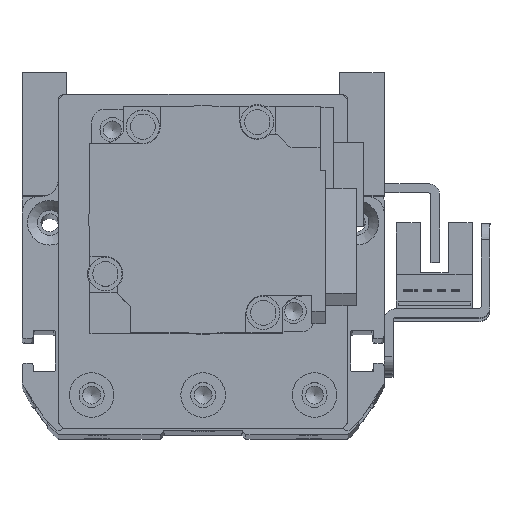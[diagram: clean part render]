
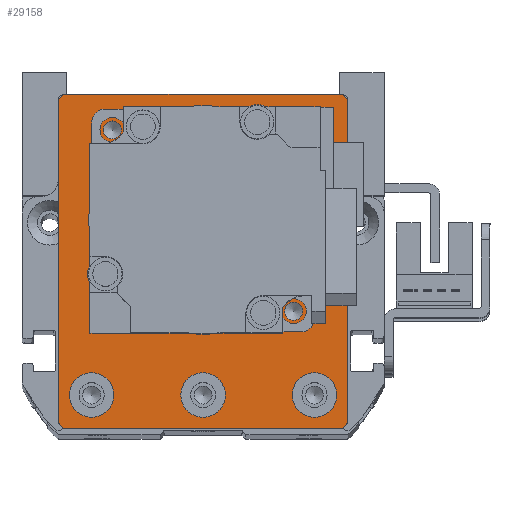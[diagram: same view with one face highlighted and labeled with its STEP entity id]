
A CAD part, top view. The second image highlights one B-rep face of the part: STEP entity #29158.
In plain terms, the highlighted planar face has unit normal (0, 0, 1).
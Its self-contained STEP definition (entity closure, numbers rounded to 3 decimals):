
#1551=FACE_BOUND('',#5931,.T.);
#1552=FACE_BOUND('',#5932,.T.);
#1553=FACE_BOUND('',#5933,.T.);
#1554=FACE_BOUND('',#5934,.T.);
#1555=FACE_BOUND('',#5935,.T.);
#1556=FACE_BOUND('',#5936,.T.);
#1557=FACE_BOUND('',#5937,.T.);
#1558=FACE_BOUND('',#5938,.T.);
#2283=PLANE('',#32732);
#3889=FACE_OUTER_BOUND('',#5930,.T.);
#5930=EDGE_LOOP('',(#26934,#26935,#26936,#26937,#26938,#26939,#26940,#26941));
#5931=EDGE_LOOP('',(#26942));
#5932=EDGE_LOOP('',(#26943));
#5933=EDGE_LOOP('',(#26944));
#5934=EDGE_LOOP('',(#26945));
#5935=EDGE_LOOP('',(#26946));
#5936=EDGE_LOOP('',(#26947));
#5937=EDGE_LOOP('',(#26948));
#5938=EDGE_LOOP('',(#26949));
#8152=LINE('',#51916,#10409);
#8158=LINE('',#51927,#10415);
#8165=LINE('',#51954,#10422);
#8168=LINE('',#51959,#10425);
#8169=LINE('',#51962,#10426);
#8172=LINE('',#51967,#10429);
#8173=LINE('',#51970,#10430);
#8195=LINE('',#52067,#10452);
#10409=VECTOR('',#41355,10.);
#10415=VECTOR('',#41363,10.);
#10422=VECTOR('',#41386,10.);
#10425=VECTOR('',#41391,10.);
#10426=VECTOR('',#41394,10.);
#10429=VECTOR('',#41399,10.);
#10430=VECTOR('',#41402,10.);
#10452=VECTOR('',#41518,10.);
#12043=CIRCLE('',#32695,4.);
#12046=CIRCLE('',#32701,4.);
#12049=CIRCLE('',#32707,4.);
#12051=CIRCLE('',#32712,1.621);
#12053=CIRCLE('',#32716,1.621);
#12055=CIRCLE('',#32720,1.621);
#12057=CIRCLE('',#32724,1.621);
#12060=CIRCLE('',#32730,15.);
#14687=VERTEX_POINT('',#51914);
#14688=VERTEX_POINT('',#51915);
#14692=VERTEX_POINT('',#51925);
#14704=VERTEX_POINT('',#51953);
#14705=VERTEX_POINT('',#51957);
#14706=VERTEX_POINT('',#51961);
#14707=VERTEX_POINT('',#51965);
#14708=VERTEX_POINT('',#51969);
#14715=VERTEX_POINT('',#51992);
#14718=VERTEX_POINT('',#52003);
#14721=VERTEX_POINT('',#52014);
#14724=VERTEX_POINT('',#52025);
#14727=VERTEX_POINT('',#52034);
#14730=VERTEX_POINT('',#52043);
#14733=VERTEX_POINT('',#52052);
#14736=VERTEX_POINT('',#52063);
#18736=EDGE_CURVE('',#14687,#14688,#8152,.T.);
#18742=EDGE_CURVE('',#14687,#14692,#8158,.T.);
#18755=EDGE_CURVE('',#14704,#14692,#8165,.T.);
#18758=EDGE_CURVE('',#14704,#14705,#8168,.T.);
#18759=EDGE_CURVE('',#14706,#14705,#8169,.T.);
#18762=EDGE_CURVE('',#14706,#14707,#8172,.T.);
#18763=EDGE_CURVE('',#14708,#14707,#8173,.T.);
#18773=EDGE_CURVE('',#14715,#14715,#12043,.T.);
#18778=EDGE_CURVE('',#14718,#14718,#12046,.T.);
#18783=EDGE_CURVE('',#14721,#14721,#12049,.T.);
#18788=EDGE_CURVE('',#14724,#14724,#12051,.T.);
#18792=EDGE_CURVE('',#14727,#14727,#12053,.T.);
#18796=EDGE_CURVE('',#14730,#14730,#12055,.T.);
#18800=EDGE_CURVE('',#14733,#14733,#12057,.T.);
#18806=EDGE_CURVE('',#14736,#14736,#12060,.T.);
#18807=EDGE_CURVE('',#14708,#14688,#8195,.T.);
#26934=ORIENTED_EDGE('',*,*,#18736,.F.);
#26935=ORIENTED_EDGE('',*,*,#18742,.T.);
#26936=ORIENTED_EDGE('',*,*,#18755,.F.);
#26937=ORIENTED_EDGE('',*,*,#18758,.T.);
#26938=ORIENTED_EDGE('',*,*,#18759,.F.);
#26939=ORIENTED_EDGE('',*,*,#18762,.T.);
#26940=ORIENTED_EDGE('',*,*,#18763,.F.);
#26941=ORIENTED_EDGE('',*,*,#18807,.T.);
#26942=ORIENTED_EDGE('',*,*,#18773,.T.);
#26943=ORIENTED_EDGE('',*,*,#18778,.T.);
#26944=ORIENTED_EDGE('',*,*,#18783,.T.);
#26945=ORIENTED_EDGE('',*,*,#18788,.T.);
#26946=ORIENTED_EDGE('',*,*,#18792,.T.);
#26947=ORIENTED_EDGE('',*,*,#18796,.T.);
#26948=ORIENTED_EDGE('',*,*,#18800,.T.);
#26949=ORIENTED_EDGE('',*,*,#18806,.T.);
#29158=ADVANCED_FACE('',(#3889,#1551,#1552,#1553,#1554,#1555,#1556,#1557,
#1558),#2283,.T.);
#32695=AXIS2_PLACEMENT_3D('',#51993,#41428,#41429);
#32701=AXIS2_PLACEMENT_3D('',#52004,#41442,#41443);
#32707=AXIS2_PLACEMENT_3D('',#52015,#41456,#41457);
#32712=AXIS2_PLACEMENT_3D('',#52026,#41469,#41470);
#32716=AXIS2_PLACEMENT_3D('',#52035,#41479,#41480);
#32720=AXIS2_PLACEMENT_3D('',#52044,#41489,#41490);
#32724=AXIS2_PLACEMENT_3D('',#52053,#41499,#41500);
#32730=AXIS2_PLACEMENT_3D('',#52065,#41514,#41515);
#32732=AXIS2_PLACEMENT_3D('',#52068,#41519,#41520);
#41355=DIRECTION('',(0.707,0.707,0.));
#41363=DIRECTION('',(0.,-1.,0.));
#41386=DIRECTION('',(-0.707,0.707,0.));
#41391=DIRECTION('',(1.,0.,0.));
#41394=DIRECTION('',(-0.707,-0.707,0.));
#41399=DIRECTION('',(0.,1.,0.));
#41402=DIRECTION('',(0.707,-0.707,0.));
#41428=DIRECTION('center_axis',(0.,0.,-1.));
#41429=DIRECTION('ref_axis',(1.,0.,0.));
#41442=DIRECTION('center_axis',(0.,0.,-1.));
#41443=DIRECTION('ref_axis',(1.,0.,0.));
#41456=DIRECTION('center_axis',(0.,0.,-1.));
#41457=DIRECTION('ref_axis',(1.,0.,0.));
#41469=DIRECTION('center_axis',(0.,0.,-1.));
#41470=DIRECTION('ref_axis',(1.,0.,0.));
#41479=DIRECTION('center_axis',(0.,0.,-1.));
#41480=DIRECTION('ref_axis',(1.,0.,0.));
#41489=DIRECTION('center_axis',(0.,0.,-1.));
#41490=DIRECTION('ref_axis',(1.,0.,0.));
#41499=DIRECTION('center_axis',(0.,0.,-1.));
#41500=DIRECTION('ref_axis',(1.,0.,0.));
#41514=DIRECTION('center_axis',(0.,0.,-1.));
#41515=DIRECTION('ref_axis',(-1.,0.,0.));
#41518=DIRECTION('',(-1.,0.,0.));
#41519=DIRECTION('center_axis',(0.,0.,1.));
#41520=DIRECTION('ref_axis',(1.,0.,0.));
#51914=CARTESIAN_POINT('',(-26.,29.,12.5));
#51915=CARTESIAN_POINT('',(-25.,30.,12.5));
#51916=CARTESIAN_POINT('',(-26.5,28.5,12.5));
#51925=CARTESIAN_POINT('',(-26.,-29.,12.5));
#51927=CARTESIAN_POINT('',(-26.,30.,12.5));
#51953=CARTESIAN_POINT('',(-25.,-30.,12.5));
#51954=CARTESIAN_POINT('',(-26.5,-28.5,12.5));
#51957=CARTESIAN_POINT('',(25.,-30.,12.5));
#51959=CARTESIAN_POINT('',(-26.,-30.,12.5));
#51961=CARTESIAN_POINT('',(26.,-29.,12.5));
#51962=CARTESIAN_POINT('',(26.5,-28.5,12.5));
#51965=CARTESIAN_POINT('',(26.,29.,12.5));
#51967=CARTESIAN_POINT('',(26.,-30.,12.5));
#51969=CARTESIAN_POINT('',(25.,30.,12.5));
#51970=CARTESIAN_POINT('',(26.5,28.5,12.5));
#51992=CARTESIAN_POINT('',(16.,-24.,12.5));
#51993=CARTESIAN_POINT('Origin',(20.,-24.,12.5));
#52003=CARTESIAN_POINT('',(-24.,-24.,12.5));
#52004=CARTESIAN_POINT('Origin',(-20.,-24.,12.5));
#52014=CARTESIAN_POINT('',(-4.,-24.,12.5));
#52015=CARTESIAN_POINT('Origin',(0.,-24.,12.5));
#52025=CARTESIAN_POINT('',(14.642,-8.963,12.5));
#52026=CARTESIAN_POINT('Origin',(16.263,-8.963,12.5));
#52034=CARTESIAN_POINT('',(-17.884,23.563,12.5));
#52035=CARTESIAN_POINT('Origin',(-16.263,23.563,12.5));
#52043=CARTESIAN_POINT('',(14.642,23.563,12.5));
#52044=CARTESIAN_POINT('Origin',(16.263,23.563,12.5));
#52052=CARTESIAN_POINT('',(-17.884,-8.963,12.5));
#52053=CARTESIAN_POINT('Origin',(-16.263,-8.963,12.5));
#52063=CARTESIAN_POINT('',(15.,7.3,12.5));
#52065=CARTESIAN_POINT('Origin',(0.,7.3,12.5));
#52067=CARTESIAN_POINT('',(26.,30.,12.5));
#52068=CARTESIAN_POINT('Origin',(0.,0.,12.5));
